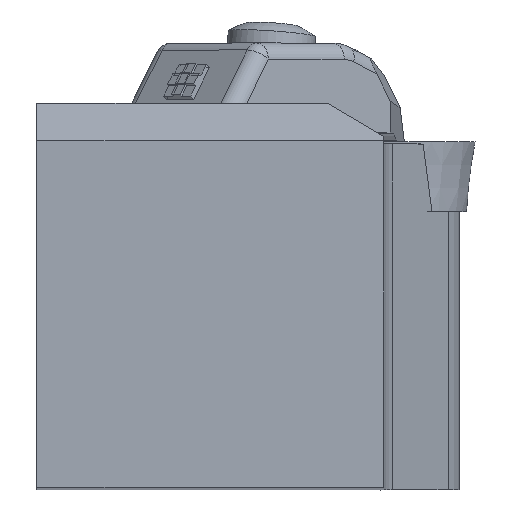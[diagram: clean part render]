
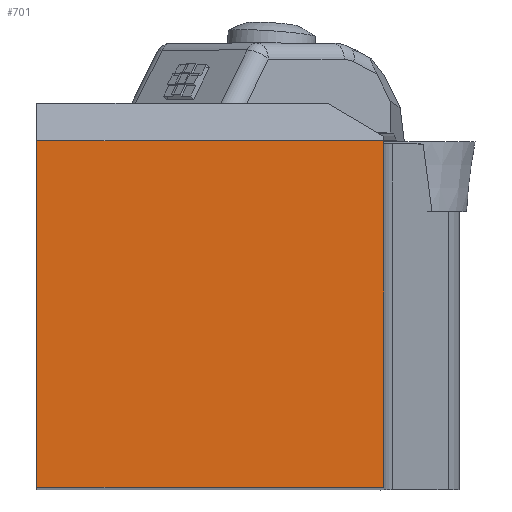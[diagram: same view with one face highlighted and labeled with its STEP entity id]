
A CAD part, top view. The second image highlights one B-rep face of the part: STEP entity #701.
In plain terms, the highlighted planar face has unit normal (0, 0, 1).
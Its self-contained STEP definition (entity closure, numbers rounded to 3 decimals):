
#496=FACE_OUTER_BOUND('',#1867,.T.);
#701=ADVANCED_FACE('',(#496),#922,.T.);
#922=PLANE('',#4405);
#1074=LINE('',#5558,#1407);
#1084=LINE('',#5579,#1417);
#1101=LINE('',#5631,#1434);
#1102=LINE('',#5633,#1435);
#1407=VECTOR('',#4651,1.);
#1417=VECTOR('',#4665,1.);
#1434=VECTOR('',#4704,1.);
#1435=VECTOR('',#4705,1.);
#1867=EDGE_LOOP('',(#2154,#2155,#2156,#2157));
#2154=ORIENTED_EDGE('',*,*,#3707,.F.);
#2155=ORIENTED_EDGE('',*,*,#3717,.T.);
#2156=ORIENTED_EDGE('',*,*,#3741,.T.);
#2157=ORIENTED_EDGE('',*,*,#3742,.F.);
#3309=VERTEX_POINT('',#5557);
#3310=VERTEX_POINT('',#5559);
#3317=VERTEX_POINT('',#5577);
#3335=VERTEX_POINT('',#5632);
#3707=EDGE_CURVE('',#3309,#3310,#1074,.T.);
#3717=EDGE_CURVE('',#3309,#3317,#1084,.T.);
#3741=EDGE_CURVE('',#3317,#3335,#1101,.T.);
#3742=EDGE_CURVE('',#3310,#3335,#1102,.T.);
#4405=AXIS2_PLACEMENT_3D('',#5634,#4706,#4707);
#4651=DIRECTION('',(0.,1.,0.));
#4665=DIRECTION('',(1.,0.,0.));
#4704=DIRECTION('',(0.,1.,0.));
#4705=DIRECTION('',(1.,0.,0.));
#4706=DIRECTION('',(0.,0.,1.));
#4707=DIRECTION('',(0.,-1.,0.));
#5557=CARTESIAN_POINT('',(0.,0.,0.));
#5558=CARTESIAN_POINT('',(0.,45.,0.));
#5559=CARTESIAN_POINT('',(0.,31.65,0.));
#5577=CARTESIAN_POINT('',(31.65,0.,0.));
#5579=CARTESIAN_POINT('',(46.,0.,0.));
#5631=CARTESIAN_POINT('',(31.65,45.,0.));
#5632=CARTESIAN_POINT('',(31.65,31.65,0.));
#5633=CARTESIAN_POINT('',(46.,31.65,0.));
#5634=CARTESIAN_POINT('',(46.,31.65,0.));
